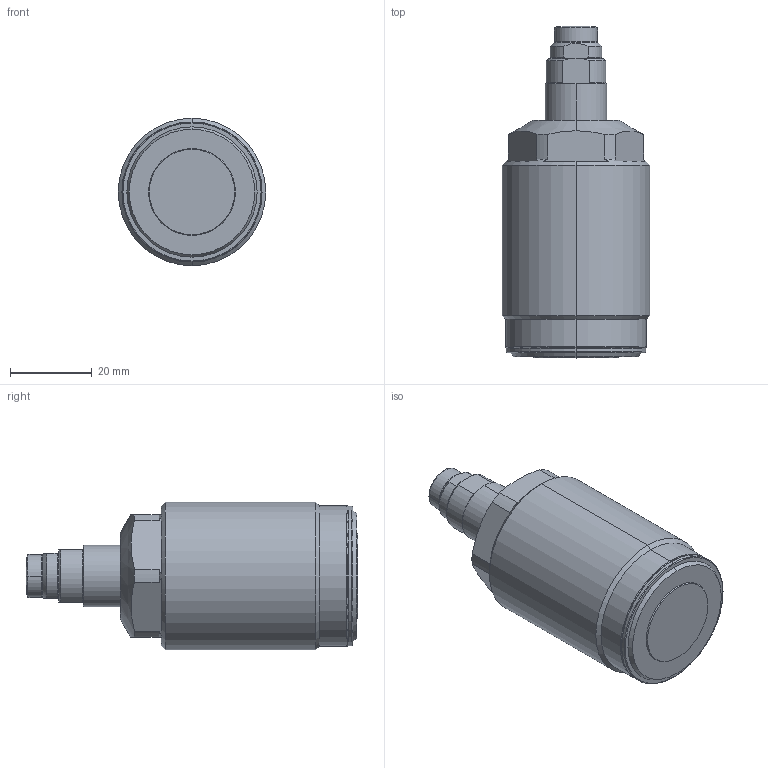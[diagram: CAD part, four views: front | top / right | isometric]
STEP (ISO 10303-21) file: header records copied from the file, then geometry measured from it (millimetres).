
FILE_DESCRIPTION(/* description */ (''),/* implementation_level */ '2;1');
FILE_NAME(/* name */ 'TSS04-M.stp',/* time_stamp */ '2025-01-10T16:04:40+08:00',/* author */ (''),/* organization */ (''),/* preprocessor_version */ 'ST-DEVELOPER v16.7',/* originating_system */ 'SIEMENS PLM Software NX 12.0',/* authorisation */ '');
FILE_SCHEMA (('AUTOMOTIVE_DESIGN { 1 0 10303 214 3 1 1 1 }'));
Length unit declared in the file: millimetre
Products named in the file (8): XLC-M10_Oring; XLC-M10SP_pin; XLC-M10SP_contactbolt; XLC-M10SP_pad; TSS04-M01; TSS04-M02; XLC-M10_-M; TSS04_stp
Assembly tree (7 placements, depth 3):
  TSS04_stp
    TSS04-M02
    TSS04-M01
    XLC-M10_-M
      XLC-M10SP_pad
      XLC-M10SP_contactbolt
      XLC-M10SP_pin
      XLC-M10_Oring
Bounding box: 36 x 81 x 36 mm (x, y, z)
Volume: 56133.7 mm3; surface area: 11126.2 mm2
Topology: 6 solids, 6 shells, 159 faces, 360 edges, 222 vertices
Faces by surface type: cylinder 50, plane 39, cone 34, torus 30, sphere 6
Entity records: 5083 total; most frequent: CARTESIAN_POINT 1237, DIRECTION 846, ORIENTED_EDGE 720, AXIS2_PLACEMENT_3D 369, EDGE_CURVE 360, VERTEX_POINT 222, CIRCLE 202, EDGE_LOOP 178
